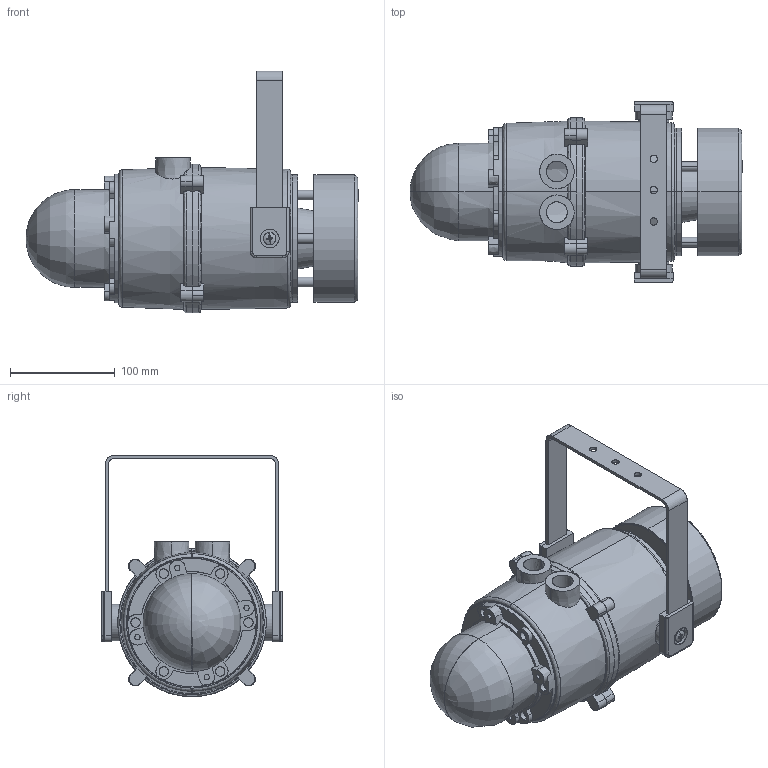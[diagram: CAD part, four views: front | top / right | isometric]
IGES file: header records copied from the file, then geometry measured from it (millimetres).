
Start section: SolidWorks IGES file using analytic representation for surfaces
Global section: file name: SK0375-3D_Issue_A.IGS; native system: SolidWorks 2015; preprocessor: SolidWorks 2015; author: randip.rait; date: 150424.164506; units: millimetre
Bounding box: 317.44 x 173.74 x 231 mm (x, y, z)
Surface area: 367493.9 mm2 (no closed solid volume)
Topology: 0 solids, 0 shells, 475 faces, 9868 edges, 9859 vertices
Faces by surface type: revolution 244, bspline 231
